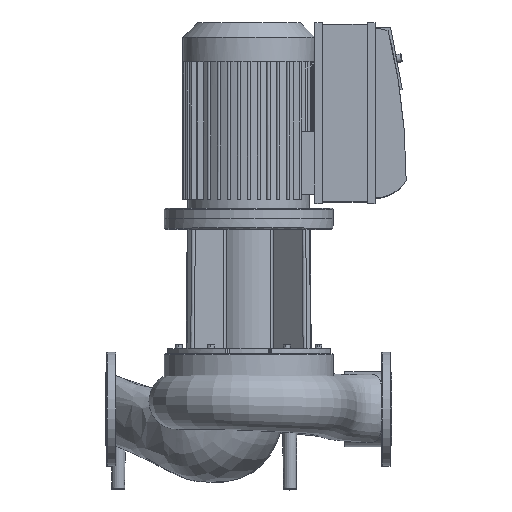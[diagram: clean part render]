
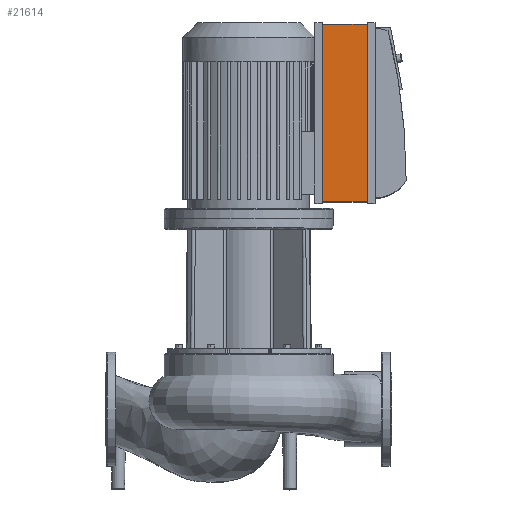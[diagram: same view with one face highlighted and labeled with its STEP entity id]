
A CAD part, top view. The second image highlights one B-rep face of the part: STEP entity #21614.
In plain terms, the highlighted planar face has unit normal (0, 0, 1).
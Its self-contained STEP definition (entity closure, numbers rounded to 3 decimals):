
#2134=FACE_OUTER_BOUND($,#3633,.T.);
#3633=EDGE_LOOP($,(#19405,#19406,#19407,#19408));
#5495=LINE($,#57584,#7365);
#5497=LINE($,#57588,#7367);
#5498=LINE($,#57590,#7368);
#5499=LINE($,#57591,#7369);
#7365=VECTOR($,#29866,86.);
#7367=VECTOR($,#29870,341.);
#7368=VECTOR($,#29871,86.);
#7369=VECTOR($,#29872,341.);
#10333=VERTEX_POINT($,#57581);
#10334=VERTEX_POINT($,#57583);
#10335=VERTEX_POINT($,#57587);
#10336=VERTEX_POINT($,#57589);
#13364=EDGE_CURVE($,#10333,#10334,#5495,.T.);
#13366=EDGE_CURVE($,#10333,#10335,#5497,.T.);
#13367=EDGE_CURVE($,#10336,#10335,#5498,.T.);
#13368=EDGE_CURVE($,#10336,#10334,#5499,.T.);
#19405=ORIENTED_EDGE($,*,*,#13364,.F.);
#19406=ORIENTED_EDGE($,*,*,#13366,.T.);
#19407=ORIENTED_EDGE($,*,*,#13367,.F.);
#19408=ORIENTED_EDGE($,*,*,#13368,.T.);
#20349=PLANE($,#23781);
#21614=ADVANCED_FACE($,(#2134),#20349,.T.);
#23781=AXIS2_PLACEMENT_3D($,#57586,#29868,#29869);
#29866=DIRECTION($,(-1.,0.,0.));
#29868=DIRECTION('center_axis',(0.,0.,1.));
#29869=DIRECTION('ref_axis',(1.,0.,0.));
#29870=DIRECTION($,(0.,1.,0.));
#29871=DIRECTION($,(1.,0.,0.));
#29872=DIRECTION($,(0.,-1.,0.));
#57581=CARTESIAN_POINT('',(503.,399.,362.));
#57583=CARTESIAN_POINT('',(417.,399.,362.));
#57584=CARTESIAN_POINT($,(481.5,399.,362.));
#57586=CARTESIAN_POINT('Origin',(460.,569.5,362.));
#57587=CARTESIAN_POINT('',(503.,740.,362.));
#57588=CARTESIAN_POINT($,(503.,399.,362.));
#57589=CARTESIAN_POINT('',(417.,740.,362.));
#57590=CARTESIAN_POINT($,(438.5,740.,362.));
#57591=CARTESIAN_POINT($,(417.,740.,362.));
